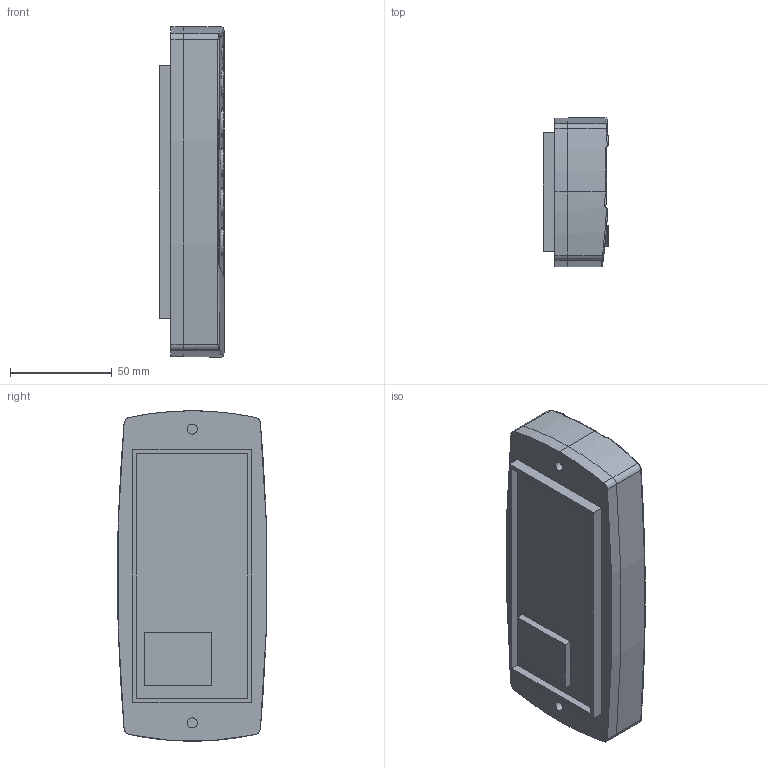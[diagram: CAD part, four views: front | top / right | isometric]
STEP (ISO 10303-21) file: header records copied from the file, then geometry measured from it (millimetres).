
FILE_DESCRIPTION (( 'STEP AP214' ), '1' );
FILE_NAME ('250-1001 X1 (STEP).STEP', '2024-08-03T16:02:03', ( '' ), ( '' ), 'SwSTEP 2.0', 'SolidWorks 2021', '' );
FILE_SCHEMA (( 'AUTOMOTIVE_DESIGN' ));
Length unit declared in the file: inch
Products named in the file (1): 250-1001 X1 (STEP)
Bounding box: 32.13 x 73.66 x 162.56 mm (x, y, z)
Volume: 297793.1 mm3; surface area: 65433.7 mm2
Topology: 9 solids, 9 shells, 318 faces, 992 edges, 759 vertices
Faces by surface type: plane 179, bspline 83, cylinder 54, torus 2
Entity records: 22976 total; most frequent: CARTESIAN_POINT 10377, ORIENTED_EDGE 1984, DIRECTION 1291, EDGE_CURVE 992, VERTEX_POINT 759, VECTOR 595, LINE 595, EDGE_LOOP 389
